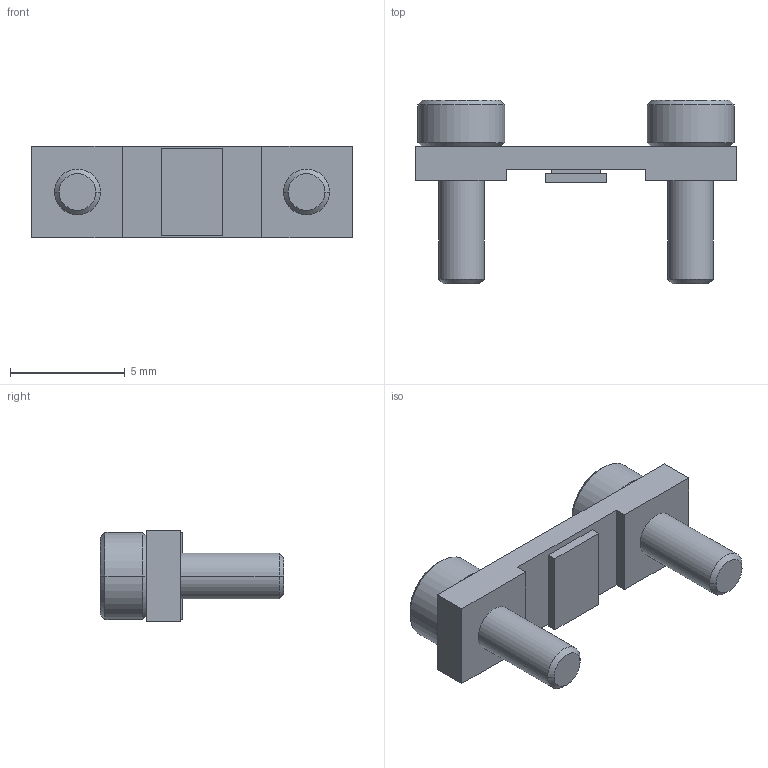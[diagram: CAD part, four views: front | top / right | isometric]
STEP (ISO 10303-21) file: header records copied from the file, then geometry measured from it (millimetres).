
FILE_DESCRIPTION(/* description */ ('Alibre Inc.'),/* implementation_level */ '2;1');
FILE_NAME(/* name */ 'export0',/* time_stamp */ '2024-12-16T13:00:55-05:00',/* author */ (''),/* organization */ (''),/* preprocessor_version */ 'ST-DEVELOPER v14',/* originating_system */ 'Alibre',/* authorisation */ '');
FILE_SCHEMA (('CONFIG_CONTROL_DESIGN'));
Length unit declared in the file: centimetre
Products named in the file (4): ID_1; ID_2; ID_3
Bounding box: 14 x 8 x 4 mm (x, y, z)
Volume: 146.4 mm3; surface area: 367.6 mm2
Topology: 4 solids, 4 shells, 128 faces, 275 edges, 158 vertices
Faces by surface type: plane 61, cone 40, cylinder 19, torus 8
Full cylindrical faces by diameter (mm): 1.5 x1, 1.567 x2
Entity records: 2753 total; most frequent: CARTESIAN_POINT 424, DIRECTION 384, ORIENTED_EDGE 370, EDGE_CURVE 185, AXIS2_PLACEMENT_3D 160, VERTEX_POINT 117, VECTOR 113, LINE 113
